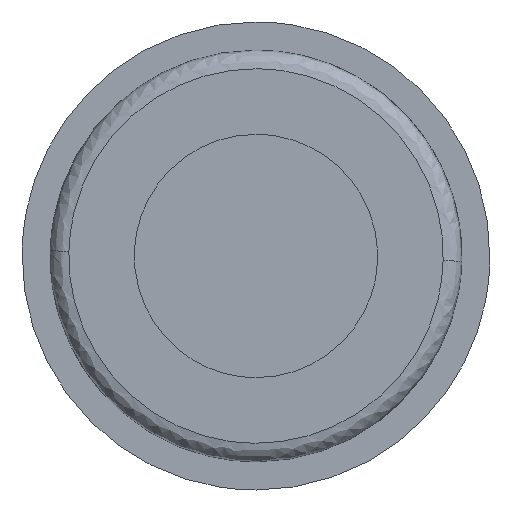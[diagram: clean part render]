
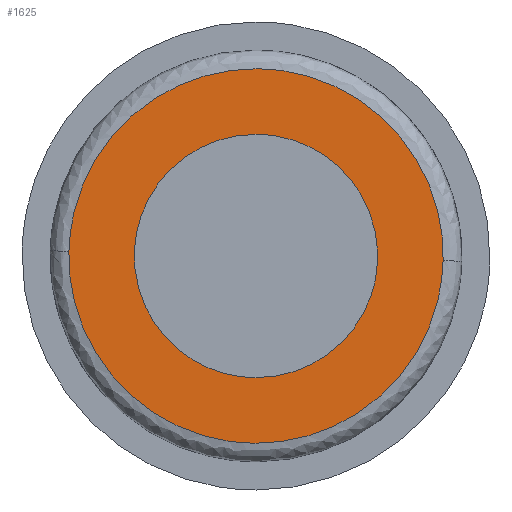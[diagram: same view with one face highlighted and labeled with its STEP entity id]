
A CAD part, front view. The second image highlights one B-rep face of the part: STEP entity #1625.
In plain terms, the highlighted free-form (B-spline) face has degree [1, 1] with [2, 2] control points.
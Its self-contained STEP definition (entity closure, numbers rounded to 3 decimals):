
#703=CARTESIAN_POINT('',(6.455,0.,-0.767));
#704=VERTEX_POINT('',#703);
#710=CARTESIAN_POINT('',(0.0,0.,6.5));
#711=VERTEX_POINT('',#710);
#712=CARTESIAN_POINT('',(6.455,0.,-0.767));
#713=CARTESIAN_POINT('',(6.5,0.,-0.385));
#714=CARTESIAN_POINT('',(6.5,0.,0.));
#715=CARTESIAN_POINT('',(6.5,0.,6.5));
#716=CARTESIAN_POINT('',(0.0,0.,6.5));
#724=(BOUNDED_CURVE()B_SPLINE_CURVE(2,(#712,#713,#714,#715,#716),.UNSPECIFIED.,.F.,.U.)B_SPLINE_CURVE_WITH_KNOTS((3,2,3),(0.23,0.25,0.5),.UNSPECIFIED.)CURVE()GEOMETRIC_REPRESENTATION_ITEM()RATIONAL_B_SPLINE_CURVE((0.956,0.976,1.0,0.707,1.0))REPRESENTATION_ITEM(''));
#725=EDGE_CURVE('',#704,#711,#724,.T.);
#727=CARTESIAN_POINT('',(-6.488,0.,0.397));
#728=VERTEX_POINT('',#727);
#729=CARTESIAN_POINT('',(0.0,0.,6.5));
#730=CARTESIAN_POINT('',(-6.115,0.,6.5));
#731=CARTESIAN_POINT('',(-6.488,0.,0.397));
#739=(BOUNDED_CURVE()B_SPLINE_CURVE(2,(#729,#730,#731),.UNSPECIFIED.,.F.,.U.)B_SPLINE_CURVE_WITH_KNOTS((3,3),(0.5,0.739),.UNSPECIFIED.)CURVE()GEOMETRIC_REPRESENTATION_ITEM()RATIONAL_B_SPLINE_CURVE((1.0,0.72,0.976))REPRESENTATION_ITEM(''));
#740=EDGE_CURVE('',#711,#728,#739,.T.);
#814=CARTESIAN_POINT('',(0.0,0.,-6.5));
#815=VERTEX_POINT('',#814);
#816=CARTESIAN_POINT('',(-6.488,0.,0.397));
#817=CARTESIAN_POINT('',(-6.5,0.,0.199));
#818=CARTESIAN_POINT('',(-6.5,0.,0.));
#819=CARTESIAN_POINT('',(-6.5,0.,-6.5));
#820=CARTESIAN_POINT('',(0.0,0.,-6.5));
#828=(BOUNDED_CURVE()B_SPLINE_CURVE(2,(#816,#817,#818,#819,#820),.UNSPECIFIED.,.F.,.U.)B_SPLINE_CURVE_WITH_KNOTS((3,2,3),(0.739,0.75,1.0),.UNSPECIFIED.)CURVE()GEOMETRIC_REPRESENTATION_ITEM()RATIONAL_B_SPLINE_CURVE((0.976,0.988,1.0,0.707,1.0))REPRESENTATION_ITEM(''));
#829=EDGE_CURVE('',#728,#815,#828,.T.);
#831=CARTESIAN_POINT('',(0.0,0.,-6.5));
#832=CARTESIAN_POINT('',(5.773,0.,-6.5));
#833=CARTESIAN_POINT('',(6.455,0.,-0.767));
#841=(BOUNDED_CURVE()B_SPLINE_CURVE(2,(#831,#832,#833),.UNSPECIFIED.,.F.,.U.)B_SPLINE_CURVE_WITH_KNOTS((3,3),(0.0,0.23),.UNSPECIFIED.)CURVE()GEOMETRIC_REPRESENTATION_ITEM()RATIONAL_B_SPLINE_CURVE((1.0,0.731,0.956))REPRESENTATION_ITEM(''));
#842=EDGE_CURVE('',#815,#704,#841,.T.);
#1421=CARTESIAN_POINT('',(-9.997,0.,0.251));
#1422=VERTEX_POINT('',#1421);
#1423=CARTESIAN_POINT('',(0.0,0.,-10.));
#1424=VERTEX_POINT('',#1423);
#1425=CARTESIAN_POINT('',(-9.997,0.,0.251));
#1426=CARTESIAN_POINT('',(-10.,0.,0.126));
#1427=CARTESIAN_POINT('',(-10.,0.,0.));
#1428=CARTESIAN_POINT('',(-10.,0.,-10.));
#1429=CARTESIAN_POINT('',(0.0,0.,-10.));
#1437=(BOUNDED_CURVE()B_SPLINE_CURVE(2,(#1425,#1426,#1427,#1428,#1429),.UNSPECIFIED.,.F.,.U.)B_SPLINE_CURVE_WITH_KNOTS((3,2,3),(0.746,0.75,1.0),.UNSPECIFIED.)CURVE()GEOMETRIC_REPRESENTATION_ITEM()RATIONAL_B_SPLINE_CURVE((0.99,0.995,1.0,0.707,1.0))REPRESENTATION_ITEM(''));
#1438=EDGE_CURVE('',#1422,#1424,#1437,.T.);
#1456=CARTESIAN_POINT('',(9.997,0.,-0.251));
#1457=VERTEX_POINT('',#1456);
#1471=CARTESIAN_POINT('',(0.0,0.,-10.));
#1472=CARTESIAN_POINT('',(9.752,0.,-10.));
#1473=CARTESIAN_POINT('',(9.997,0.,-0.251));
#1481=(BOUNDED_CURVE()B_SPLINE_CURVE(2,(#1471,#1472,#1473),.UNSPECIFIED.,.F.,.U.)B_SPLINE_CURVE_WITH_KNOTS((3,3),(0.0,0.246),.UNSPECIFIED.)CURVE()GEOMETRIC_REPRESENTATION_ITEM()RATIONAL_B_SPLINE_CURVE((1.0,0.712,0.99))REPRESENTATION_ITEM(''));
#1482=EDGE_CURVE('',#1424,#1457,#1481,.T.);
#1510=CARTESIAN_POINT('',(0.0,0.,10.0));
#1511=VERTEX_POINT('',#1510);
#1512=CARTESIAN_POINT('',(0.0,0.,10.0));
#1513=CARTESIAN_POINT('',(-9.752,0.,10.));
#1514=CARTESIAN_POINT('',(-9.997,0.,0.251));
#1522=(BOUNDED_CURVE()B_SPLINE_CURVE(2,(#1512,#1513,#1514),.UNSPECIFIED.,.F.,.U.)B_SPLINE_CURVE_WITH_KNOTS((3,3),(0.5,0.746),.UNSPECIFIED.)CURVE()GEOMETRIC_REPRESENTATION_ITEM()RATIONAL_B_SPLINE_CURVE((1.0,0.712,0.99))REPRESENTATION_ITEM(''));
#1523=EDGE_CURVE('',#1511,#1422,#1522,.T.);
#1525=CARTESIAN_POINT('',(9.997,0.,-0.251));
#1526=CARTESIAN_POINT('',(10.,0.,-0.126));
#1527=CARTESIAN_POINT('',(10.,0.,0.));
#1528=CARTESIAN_POINT('',(10.,0.,10.));
#1529=CARTESIAN_POINT('',(0.0,0.,10.0));
#1537=(BOUNDED_CURVE()B_SPLINE_CURVE(2,(#1525,#1526,#1527,#1528,#1529),.UNSPECIFIED.,.F.,.U.)B_SPLINE_CURVE_WITH_KNOTS((3,2,3),(0.246,0.25,0.5),.UNSPECIFIED.)CURVE()GEOMETRIC_REPRESENTATION_ITEM()RATIONAL_B_SPLINE_CURVE((0.99,0.995,1.0,0.707,1.0))REPRESENTATION_ITEM(''));
#1538=EDGE_CURVE('',#1457,#1511,#1537,.T.);
#1608=CARTESIAN_POINT('',(-10.996,0.,-10.999));
#1609=CARTESIAN_POINT('',(-10.996,0.,10.999));
#1610=CARTESIAN_POINT('',(10.996,0.,-10.999));
#1611=CARTESIAN_POINT('',(10.996,0.,10.999));
#1612=B_SPLINE_SURFACE_WITH_KNOTS('',1,1,((#1608,#1610),(#1609,#1611)),.UNSPECIFIED.,.F.,.F.,.U.,(2,2),(2,2),(0.0,21.998),(0.0,21.991),.UNSPECIFIED.);
#1613=ORIENTED_EDGE('',*,*,#1482,.T.);
#1614=ORIENTED_EDGE('',*,*,#1538,.T.);
#1615=ORIENTED_EDGE('',*,*,#1523,.T.);
#1616=ORIENTED_EDGE('',*,*,#1438,.T.);
#1617=EDGE_LOOP('',(#1613,#1614,#1615,#1616));
#1618=FACE_OUTER_BOUND('',#1617,.T.);
#1619=ORIENTED_EDGE('',*,*,#740,.F.);
#1620=ORIENTED_EDGE('',*,*,#725,.F.);
#1621=ORIENTED_EDGE('',*,*,#842,.F.);
#1622=ORIENTED_EDGE('',*,*,#829,.F.);
#1623=EDGE_LOOP('',(#1619,#1620,#1621,#1622));
#1624=FACE_BOUND('',#1623,.T.);
#1625=ADVANCED_FACE('',(#1618,#1624),#1612,.F.);
